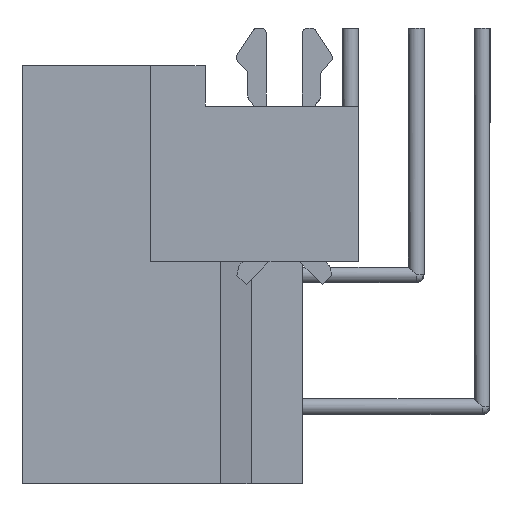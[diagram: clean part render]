
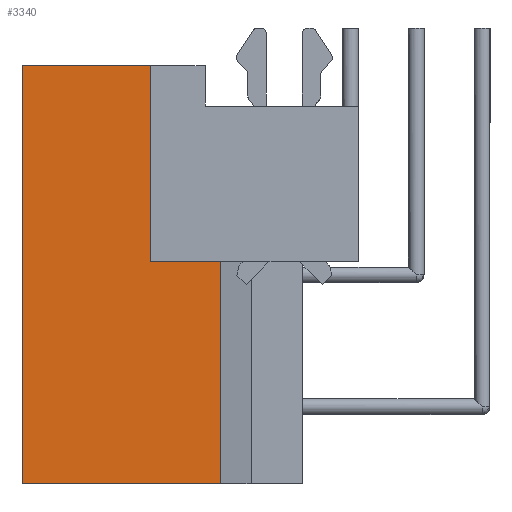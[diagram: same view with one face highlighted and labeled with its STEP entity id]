
A CAD part, left-side view. The second image highlights one B-rep face of the part: STEP entity #3340.
In plain terms, the highlighted planar face has unit normal (-1, 0, 0).
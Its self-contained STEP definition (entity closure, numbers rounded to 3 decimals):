
#2920=FACE_OUTER_BOUND('',#4924,.T.);
#3340=ADVANCED_FACE('',(#2920),#3569,.T.);
#3569=PLANE('',#9102);
#4924=EDGE_LOOP('',(#6046,#6047,#6048,#6049,#6050,#6051));
#6046=ORIENTED_EDGE('',*,*,#7672,.T.);
#6047=ORIENTED_EDGE('',*,*,#7673,.T.);
#6048=ORIENTED_EDGE('',*,*,#7674,.F.);
#6049=ORIENTED_EDGE('',*,*,#7675,.T.);
#6050=ORIENTED_EDGE('',*,*,#7669,.T.);
#6051=ORIENTED_EDGE('',*,*,#7145,.T.);
#6573=VERTEX_POINT('',#11131);
#6574=VERTEX_POINT('',#11133);
#7001=VERTEX_POINT('',#13096);
#7003=VERTEX_POINT('',#13102);
#7004=VERTEX_POINT('',#13104);
#7005=VERTEX_POINT('',#13106);
#7145=EDGE_CURVE('',#6574,#6573,#7891,.T.);
#7669=EDGE_CURVE('',#7001,#6574,#8021,.T.);
#7672=EDGE_CURVE('',#6573,#7003,#8024,.T.);
#7673=EDGE_CURVE('',#7003,#7004,#8025,.T.);
#7674=EDGE_CURVE('',#7005,#7004,#8026,.T.);
#7675=EDGE_CURVE('',#7005,#7001,#8027,.T.);
#7891=LINE('',#11132,#8181);
#8021=LINE('',#13095,#8311);
#8024=LINE('',#13101,#8314);
#8025=LINE('',#13103,#8315);
#8026=LINE('',#13105,#8316);
#8027=LINE('',#13107,#8317);
#8181=VECTOR('',#9263,1.);
#8311=VECTOR('',#10669,1.);
#8314=VECTOR('',#10674,1.);
#8315=VECTOR('',#10675,1.);
#8316=VECTOR('',#10676,1.);
#8317=VECTOR('',#10677,1.);
#9102=AXIS2_PLACEMENT_3D('',#13108,#10678,#10679);
#9263=DIRECTION('',(0.,1.,0.));
#10669=DIRECTION('',(0.,0.,1.));
#10674=DIRECTION('',(0.,0.,1.));
#10675=DIRECTION('',(0.,1.,0.));
#10676=DIRECTION('',(0.,0.,1.));
#10677=DIRECTION('',(0.,-1.,0.));
#10678=DIRECTION('',(-1.,0.,0.));
#10679=DIRECTION('',(0.,-1.,0.));
#11131=CARTESIAN_POINT('',(-43.7,-4.95,0.5));
#11132=CARTESIAN_POINT('',(-43.7,-7.639,0.5));
#11133=CARTESIAN_POINT('',(-43.7,-7.639,0.5));
#13095=CARTESIAN_POINT('',(-43.7,-7.639,-8.05));
#13096=CARTESIAN_POINT('',(-43.7,-7.639,-8.05));
#13101=CARTESIAN_POINT('',(-43.7,-4.95,0.5));
#13102=CARTESIAN_POINT('',(-43.7,-4.95,8.05));
#13103=CARTESIAN_POINT('',(-43.7,-4.95,8.05));
#13104=CARTESIAN_POINT('',(-43.7,0.,8.05));
#13105=CARTESIAN_POINT('',(-43.7,0.,-8.05));
#13106=CARTESIAN_POINT('',(-43.7,0.,-8.05));
#13107=CARTESIAN_POINT('',(-43.7,0.,-8.05));
#13108=CARTESIAN_POINT('',(-43.7,0.,-8.05));
